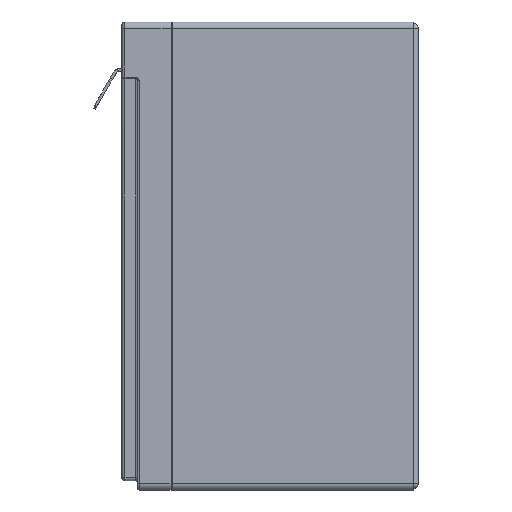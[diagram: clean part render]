
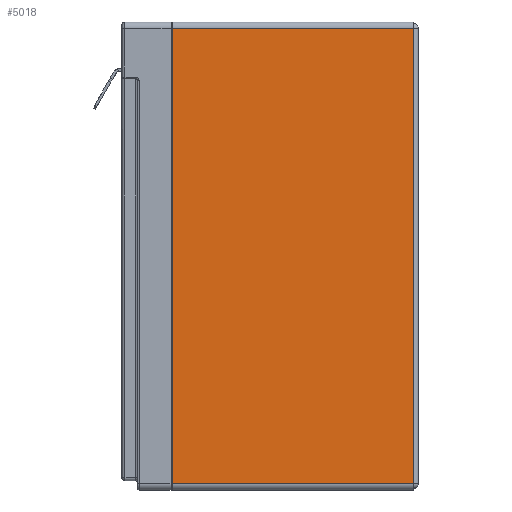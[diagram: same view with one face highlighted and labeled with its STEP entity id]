
A CAD part, left-side view. The second image highlights one B-rep face of the part: STEP entity #5018.
In plain terms, the highlighted planar face has unit normal (-1, 0, 0).
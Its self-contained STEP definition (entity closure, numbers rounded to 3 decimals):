
#584=FACE_OUTER_BOUND('',#888,.T.);
#888=EDGE_LOOP('',(#3936,#3937,#3938,#3939));
#1288=LINE('',#8634,#1773);
#1291=LINE('',#8647,#1776);
#1292=LINE('',#8650,#1777);
#1293=LINE('',#8651,#1778);
#1773=VECTOR('',#5928,1000.);
#1776=VECTOR('',#5939,1000.);
#1777=VECTOR('',#5944,1000.);
#1778=VECTOR('',#5945,1000.);
#2295=VERTEX_POINT('',#8632);
#2296=VERTEX_POINT('',#8633);
#2301=VERTEX_POINT('',#8644);
#2302=VERTEX_POINT('',#8646);
#2898=EDGE_CURVE('',#2295,#2296,#1288,.T.);
#2904=EDGE_CURVE('',#2302,#2301,#1291,.T.);
#2906=EDGE_CURVE('',#2295,#2301,#1292,.T.);
#2907=EDGE_CURVE('',#2302,#2296,#1293,.T.);
#3936=ORIENTED_EDGE('',*,*,#2904,.T.);
#3937=ORIENTED_EDGE('',*,*,#2906,.F.);
#3938=ORIENTED_EDGE('',*,*,#2898,.T.);
#3939=ORIENTED_EDGE('',*,*,#2907,.F.);
#4783=PLANE('',#5285);
#5018=ADVANCED_FACE('',(#584),#4783,.T.);
#5285=AXIS2_PLACEMENT_3D('',#8649,#5942,#5943);
#5928=DIRECTION('',(0.,1.,0.));
#5939=DIRECTION('',(0.,-1.,0.));
#5942=DIRECTION('center_axis',(-1.,0.,0.));
#5943=DIRECTION('ref_axis',(0.,-1.,0.));
#5944=DIRECTION('',(0.,0.,-1.));
#5945=DIRECTION('',(0.,0.,1.));
#8632=CARTESIAN_POINT('',(-64.5,1.5,-2.));
#8633=CARTESIAN_POINT('',(-64.5,78.75,-2.));
#8634=CARTESIAN_POINT('',(-64.5,0.,-2.));
#8644=CARTESIAN_POINT('',(-64.5,1.5,-148.));
#8646=CARTESIAN_POINT('',(-64.5,78.75,-148.));
#8647=CARTESIAN_POINT('',(-64.5,0.,-148.));
#8649=CARTESIAN_POINT('Origin',(-64.5,0.,0.));
#8650=CARTESIAN_POINT('',(-64.5,1.5,-2.));
#8651=CARTESIAN_POINT('',(-64.5,78.75,0.));
